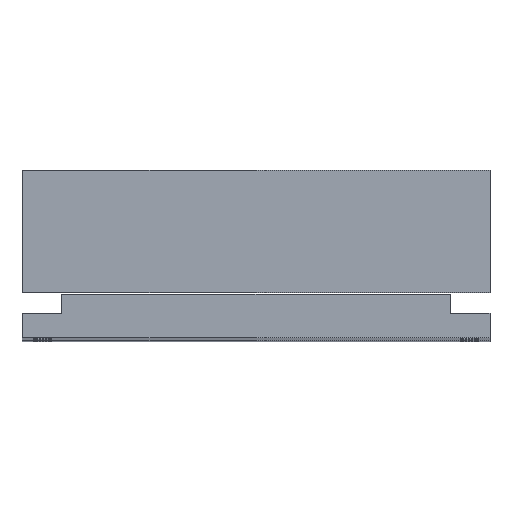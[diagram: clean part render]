
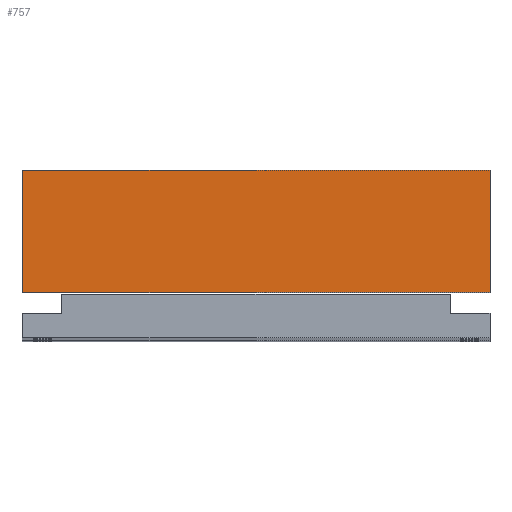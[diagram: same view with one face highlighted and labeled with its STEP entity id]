
A CAD part, top view. The second image highlights one B-rep face of the part: STEP entity #757.
In plain terms, the highlighted planar face has unit normal (0, 0, 1).
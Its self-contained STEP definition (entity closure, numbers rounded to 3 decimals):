
#173 = CARTESIAN_POINT ( 'NONE',  ( 0., 0., 105. ) ) ;
#229 = LINE ( 'NONE', #4774, #1995 ) ;
#409 = ORIENTED_EDGE ( 'NONE', *, *, #1084, .T. ) ;
#634 = PLANE ( 'NONE',  #4366 ) ;
#658 = EDGE_CURVE ( 'NONE', #3168, #3152, #229, .T. ) ;
#757 = ADVANCED_FACE ( 'NONE', ( #2504 ), #634, .F. ) ;
#886 = EDGE_CURVE ( 'NONE', #3152, #2705, #2137, .T. ) ;
#1084 = EDGE_CURVE ( 'NONE', #5856, #3168, #2723, .T. ) ;
#1287 = CARTESIAN_POINT ( 'NONE',  ( 0., 30., 105. ) ) ;
#1416 = VECTOR ( 'NONE', #3630, 1000. ) ;
#1909 = ORIENTED_EDGE ( 'NONE', *, *, #658, .T. ) ;
#1931 = CARTESIAN_POINT ( 'NONE',  ( 115., 0., 105. ) ) ;
#1995 = VECTOR ( 'NONE', #3430, 1000. ) ;
#2018 = DIRECTION ( 'NONE',  ( 0., 0., -1. ) ) ;
#2118 = EDGE_CURVE ( 'NONE', #2705, #5856, #3353, .T. ) ;
#2137 = LINE ( 'NONE', #1287, #4289 ) ;
#2178 = VECTOR ( 'NONE', #4616, 1000. ) ;
#2504 = FACE_OUTER_BOUND ( 'NONE', #5451, .T. ) ;
#2531 = DIRECTION ( 'NONE',  ( -1., 0., 0. ) ) ;
#2705 = VERTEX_POINT ( 'NONE', #3183 ) ;
#2707 = CARTESIAN_POINT ( 'NONE',  ( 0., 0., 105. ) ) ;
#2723 = LINE ( 'NONE', #3718, #1416 ) ;
#3070 = DIRECTION ( 'NONE',  ( -1., 0., 0. ) ) ;
#3152 = VERTEX_POINT ( 'NONE', #4655 ) ;
#3168 = VERTEX_POINT ( 'NONE', #1931 ) ;
#3183 = CARTESIAN_POINT ( 'NONE',  ( 0., 30., 105. ) ) ;
#3353 = LINE ( 'NONE', #2707, #2178 ) ;
#3410 = ORIENTED_EDGE ( 'NONE', *, *, #886, .T. ) ;
#3430 = DIRECTION ( 'NONE',  ( 0., 1., 0. ) ) ;
#3433 = CARTESIAN_POINT ( 'NONE',  ( 0., 0., 105. ) ) ;
#3630 = DIRECTION ( 'NONE',  ( 1., 0., 0. ) ) ;
#3718 = CARTESIAN_POINT ( 'NONE',  ( 0., 0., 105. ) ) ;
#4289 = VECTOR ( 'NONE', #3070, 1000. ) ;
#4366 = AXIS2_PLACEMENT_3D ( 'NONE', #173, #2018, #2531 ) ;
#4616 = DIRECTION ( 'NONE',  ( 0., -1., 0. ) ) ;
#4655 = CARTESIAN_POINT ( 'NONE',  ( 115., 30., 105. ) ) ;
#4774 = CARTESIAN_POINT ( 'NONE',  ( 115., 0., 105. ) ) ;
#5451 = EDGE_LOOP ( 'NONE', ( #5603, #409, #1909, #3410 ) ) ;
#5603 = ORIENTED_EDGE ( 'NONE', *, *, #2118, .T. ) ;
#5856 = VERTEX_POINT ( 'NONE', #3433 ) ;
